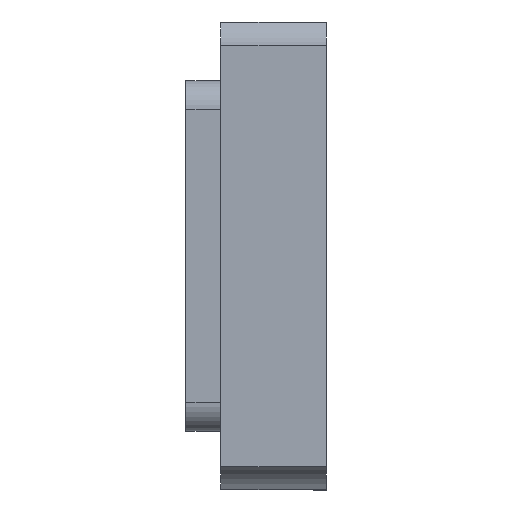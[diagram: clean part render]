
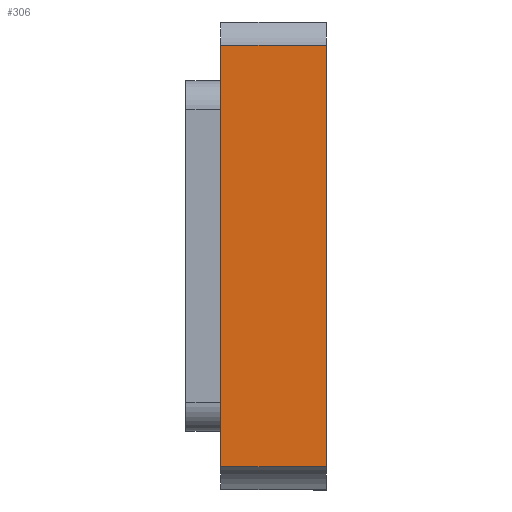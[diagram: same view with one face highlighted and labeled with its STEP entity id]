
A CAD part, left-side view. The second image highlights one B-rep face of the part: STEP entity #306.
In plain terms, the highlighted planar face has unit normal (-1, 0, 0).
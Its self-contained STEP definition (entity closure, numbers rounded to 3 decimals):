
#22 = VECTOR ( 'NONE', #7445, 1000. ) ;
#30 = FACE_OUTER_BOUND ( 'NONE', #6998, .T. ) ;
#183 = ORIENTED_EDGE ( 'NONE', *, *, #7566, .T. ) ;
#262 = LINE ( 'NONE', #7108, #5323 ) ;
#306 = ADVANCED_FACE ( 'NONE', ( #30 ), #3374, .F. ) ;
#395 = ORIENTED_EDGE ( 'NONE', *, *, #4015, .F. ) ;
#641 = ORIENTED_EDGE ( 'NONE', *, *, #3077, .T. ) ;
#758 = VERTEX_POINT ( 'NONE', #3594 ) ;
#798 = CARTESIAN_POINT ( 'NONE',  ( -1.25, 0.45, 0.9 ) ) ;
#823 = ORIENTED_EDGE ( 'NONE', *, *, #7471, .T. ) ;
#1089 = ORIENTED_EDGE ( 'NONE', *, *, #7392, .F. ) ;
#1472 = LINE ( 'NONE', #7789, #6286 ) ;
#1560 = VECTOR ( 'NONE', #4206, 1000. ) ;
#1611 = DIRECTION ( 'NONE',  ( 0., 0., 1. ) ) ;
#1717 = LINE ( 'NONE', #2691, #6714 ) ;
#1760 = ORIENTED_EDGE ( 'NONE', *, *, #8362, .T. ) ;
#1894 = EDGE_CURVE ( 'NONE', #5666, #4715, #262, .T. ) ;
#2026 = VERTEX_POINT ( 'NONE', #5976 ) ;
#2146 = LINE ( 'NONE', #7078, #5473 ) ;
#2631 = DIRECTION ( 'NONE',  ( 0., 0., -1. ) ) ;
#2663 = DIRECTION ( 'NONE',  ( 1., 0., 0. ) ) ;
#2691 = CARTESIAN_POINT ( 'NONE',  ( -1.25, 0., -0.9 ) ) ;
#2727 = CARTESIAN_POINT ( 'NONE',  ( -1.25, 0.6, -0.9 ) ) ;
#2855 = DIRECTION ( 'NONE',  ( 0., 1., 0. ) ) ;
#3077 = EDGE_CURVE ( 'NONE', #3730, #6392, #1717, .T. ) ;
#3118 = EDGE_CURVE ( 'NONE', #5441, #2026, #5073, .T. ) ;
#3343 = ORIENTED_EDGE ( 'NONE', *, *, #3118, .F. ) ;
#3360 = DIRECTION ( 'NONE',  ( 0., 0., 1. ) ) ;
#3374 = PLANE ( 'NONE',  #6148 ) ;
#3377 = LINE ( 'NONE', #6610, #1560 ) ;
#3434 = CARTESIAN_POINT ( 'NONE',  ( -1.25, 0., 0.794 ) ) ;
#3594 = CARTESIAN_POINT ( 'NONE',  ( -1.25, 0., 0.794 ) ) ;
#3673 = DIRECTION ( 'NONE',  ( 0., 0., 1. ) ) ;
#3730 = VERTEX_POINT ( 'NONE', #4396 ) ;
#4015 = EDGE_CURVE ( 'NONE', #758, #6392, #2146, .T. ) ;
#4019 = LINE ( 'NONE', #7947, #7152 ) ;
#4206 = DIRECTION ( 'NONE',  ( 0., 0., 1. ) ) ;
#4396 = CARTESIAN_POINT ( 'NONE',  ( -1.25, 0., -0.794 ) ) ;
#4715 = VERTEX_POINT ( 'NONE', #6157 ) ;
#5073 = LINE ( 'NONE', #8307, #22 ) ;
#5323 = VECTOR ( 'NONE', #7073, 1000. ) ;
#5441 = VERTEX_POINT ( 'NONE', #798 ) ;
#5473 = VECTOR ( 'NONE', #7324, 1000. ) ;
#5666 = VERTEX_POINT ( 'NONE', #6743 ) ;
#5976 = CARTESIAN_POINT ( 'NONE',  ( -1.25, 0., 0.9 ) ) ;
#5994 = CARTESIAN_POINT ( 'NONE',  ( -1.25, 0., -0.794 ) ) ;
#6148 = AXIS2_PLACEMENT_3D ( 'NONE', #2727, #2663, #2631 ) ;
#6157 = CARTESIAN_POINT ( 'NONE',  ( -1.25, 0., -0.9 ) ) ;
#6182 = VECTOR ( 'NONE', #3673, 1000. ) ;
#6286 = VECTOR ( 'NONE', #3360, 1000. ) ;
#6360 = VERTEX_POINT ( 'NONE', #5994 ) ;
#6392 = VERTEX_POINT ( 'NONE', #3434 ) ;
#6446 = ORIENTED_EDGE ( 'NONE', *, *, #1894, .T. ) ;
#6610 = CARTESIAN_POINT ( 'NONE',  ( -1.25, 0., 0. ) ) ;
#6714 = VECTOR ( 'NONE', #1611, 1000. ) ;
#6743 = CARTESIAN_POINT ( 'NONE',  ( -1.25, 0.45, -0.9 ) ) ;
#6826 = CARTESIAN_POINT ( 'NONE',  ( -1.25, 0., 0. ) ) ;
#6998 = EDGE_LOOP ( 'NONE', ( #3343, #1089, #6446, #183, #823, #641, #395, #1760 ) ) ;
#7073 = DIRECTION ( 'NONE',  ( 0., -1., 0. ) ) ;
#7078 = CARTESIAN_POINT ( 'NONE',  ( -1.25, 0., 0.794 ) ) ;
#7108 = CARTESIAN_POINT ( 'NONE',  ( -1.25, 0.6, -0.9 ) ) ;
#7152 = VECTOR ( 'NONE', #2855, 1000. ) ;
#7324 = DIRECTION ( 'NONE',  ( 0., 1., 0. ) ) ;
#7392 = EDGE_CURVE ( 'NONE', #5666, #5441, #1472, .T. ) ;
#7445 = DIRECTION ( 'NONE',  ( 0., -1., 0. ) ) ;
#7471 = EDGE_CURVE ( 'NONE', #6360, #3730, #4019, .T. ) ;
#7566 = EDGE_CURVE ( 'NONE', #4715, #6360, #8060, .T. ) ;
#7789 = CARTESIAN_POINT ( 'NONE',  ( -1.25, 0.45, -1.082 ) ) ;
#7947 = CARTESIAN_POINT ( 'NONE',  ( -1.25, 0., -0.794 ) ) ;
#8060 = LINE ( 'NONE', #6826, #6182 ) ;
#8307 = CARTESIAN_POINT ( 'NONE',  ( -1.25, 0.6, 0.9 ) ) ;
#8362 = EDGE_CURVE ( 'NONE', #758, #2026, #3377, .T. ) ;
